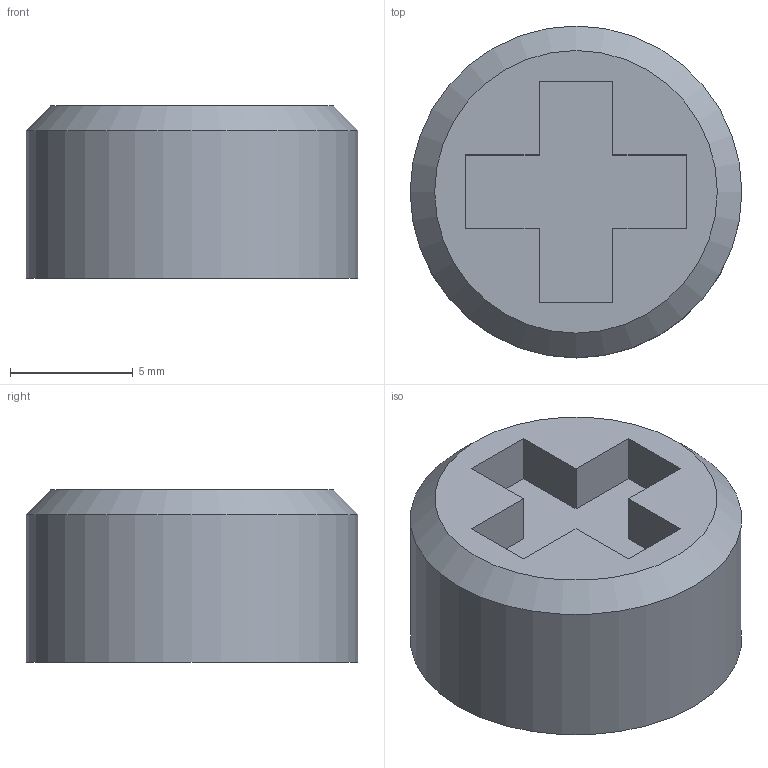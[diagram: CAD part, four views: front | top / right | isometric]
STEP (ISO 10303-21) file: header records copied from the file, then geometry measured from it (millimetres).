
FILE_DESCRIPTION(('FreeCAD Model'),'2;1');
FILE_NAME('Open CASCADE Shape Model','2025-01-23T09:13:44',(''),(''), 'Open CASCADE STEP processor 7.6','FreeCAD','Unknown');
FILE_SCHEMA(('AUTOMOTIVE_DESIGN { 1 0 10303 214 1 1 1 1 }'));
Length unit declared in the file: millimetre
Products named in the file (1): Pocket004
Bounding box: 13.5 x 13.5 x 7 mm (x, y, z)
Volume: 408.8 mm3; surface area: 784.8 mm2
Topology: 1 solids, 1 shells, 19 faces, 44 edges, 29 vertices
Faces by surface type: plane 16, cylinder 2, cone 1
Full cylindrical faces by diameter (mm): 12.4 x1, 13.5 x1
Entity records: 557 total; most frequent: CARTESIAN_POINT 93, DIRECTION 89, ORIENTED_EDGE 88, EDGE_CURVE 44, LINE 39, VECTOR 39, VERTEX_POINT 29, AXIS2_PLACEMENT_3D 25
